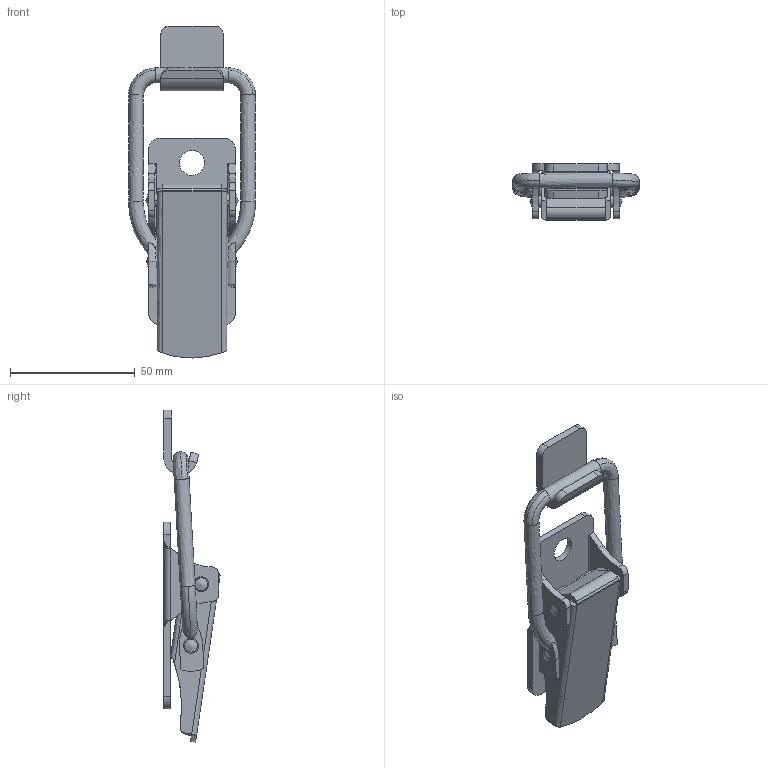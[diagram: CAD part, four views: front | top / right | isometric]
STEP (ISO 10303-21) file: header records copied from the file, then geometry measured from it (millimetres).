
FILE_DESCRIPTION((''),'2;1');
FILE_NAME('','2005-07-15T13:41:49',(''),(''),'','CADfix','');
FILE_SCHEMA(('AUTOMOTIVE_DESIGN'));
Length unit declared in the file: millimetre
Products named in the file (8): plate; arm; shaft_B; shaft_A; lever; keeper; base; TL_111_8080_36
Assembly tree (8 placements, depth 2):
  TL_111_8080_36
    plate  x2
    arm
    shaft_B
    shaft_A
    lever
    keeper
    base
Bounding box: 51 x 22.59 x 133.34 mm (x, y, z)
Volume: 26721 mm3; surface area: 24321.4 mm2
Topology: 8 solids, 8 shells, 197 faces, 569 edges, 382 vertices
Faces by surface type: bspline 197
Entity records: 12076 total; most frequent: CARTESIAN_POINT 8855, ORIENTED_EDGE 1070, EDGE_CURVE 535, VERTEX_POINT 366, QUASI_UNIFORM_CURVE 239, EDGE_LOOP 211, FACE_OUTER_BOUND 187, ADVANCED_FACE 187
